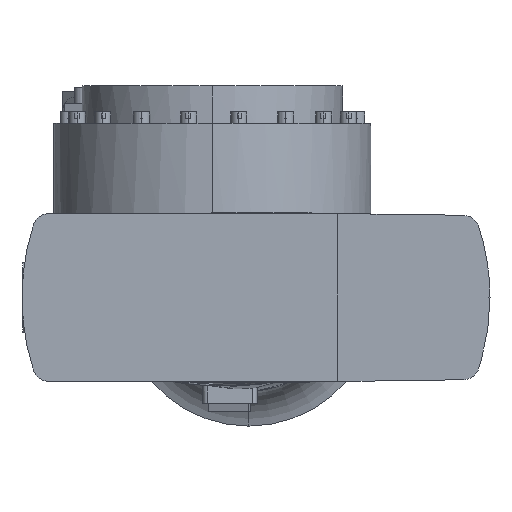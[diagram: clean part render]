
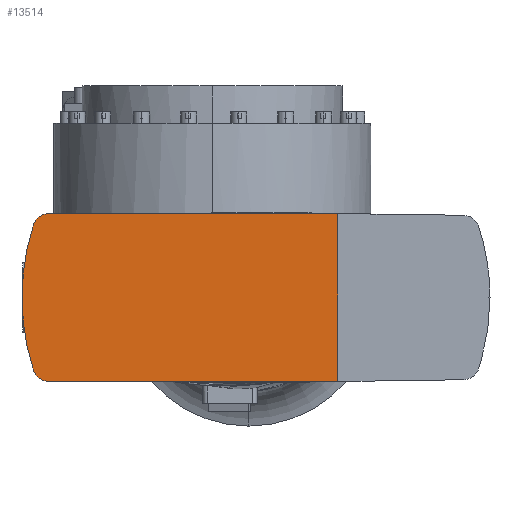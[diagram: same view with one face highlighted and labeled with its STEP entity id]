
A CAD part, left-side view. The second image highlights one B-rep face of the part: STEP entity #13514.
In plain terms, the highlighted planar face has unit normal (-1, 0, 0).
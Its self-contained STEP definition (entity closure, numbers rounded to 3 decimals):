
#895 = CARTESIAN_POINT ( 'NONE',  ( -623.5, -54.474, 129.79 ) ) ;
#1165 = DIRECTION ( 'NONE',  ( 0., 0., -1. ) ) ;
#1899 = ORIENTED_EDGE ( 'NONE', *, *, #18977, .F. ) ;
#2354 = CIRCLE ( 'NONE', #5190, 10. ) ;
#2534 = VERTEX_POINT ( 'NONE', #10097 ) ;
#3179 = CARTESIAN_POINT ( 'NONE',  ( -623.5, -54.474, -51.5 ) ) ;
#3313 = FACE_OUTER_BOUND ( 'NONE', #18335, .T. ) ;
#3364 = EDGE_CURVE ( 'NONE', #8589, #9544, #8465, .T. ) ;
#3365 = VERTEX_POINT ( 'NONE', #14644 ) ;
#3780 = CARTESIAN_POINT ( 'NONE',  ( -623.5, -6., 0. ) ) ;
#4582 = CIRCLE ( 'NONE', #14451, 145.424 ) ;
#4988 = ORIENTED_EDGE ( 'NONE', *, *, #3364, .T. ) ;
#5169 = EDGE_CURVE ( 'NONE', #14912, #12226, #2354, .T. ) ;
#5190 = AXIS2_PLACEMENT_3D ( 'NONE', #9849, #8383, #11440 ) ;
#5195 = PLANE ( 'NONE',  #15268 ) ;
#5638 = CARTESIAN_POINT ( 'NONE',  ( -623.5, -6., 0. ) ) ;
#5675 = DIRECTION ( 'NONE',  ( 0., -1., 0. ) ) ;
#5743 = CARTESIAN_POINT ( 'NONE',  ( -623.5, -134.909, 51.5 ) ) ;
#6946 = CARTESIAN_POINT ( 'NONE',  ( -623.5, -134.909, -51.5 ) ) ;
#6993 = VECTOR ( 'NONE', #5675, 1000. ) ;
#8163 = EDGE_CURVE ( 'NONE', #2534, #18391, #19399, .T. ) ;
#8281 = ORIENTED_EDGE ( 'NONE', *, *, #16590, .F. ) ;
#8383 = DIRECTION ( 'NONE',  ( 1., 0., 0. ) ) ;
#8465 = LINE ( 'NONE', #895, #9899 ) ;
#8558 = CARTESIAN_POINT ( 'NONE',  ( -623.5, 132.428, -44.564 ) ) ;
#8564 = DIRECTION ( 'NONE',  ( 1., 0., 0. ) ) ;
#8589 = VERTEX_POINT ( 'NONE', #3179 ) ;
#9544 = VERTEX_POINT ( 'NONE', #19134 ) ;
#9849 = CARTESIAN_POINT ( 'NONE',  ( -623.5, 122.909, -41.5 ) ) ;
#9899 = VECTOR ( 'NONE', #14524, 1000. ) ;
#10037 = VECTOR ( 'NONE', #12055, 1000. ) ;
#10097 = CARTESIAN_POINT ( 'NONE',  ( -623.5, 132.428, 44.564 ) ) ;
#10160 = DIRECTION ( 'NONE',  ( 1., 0., 0. ) ) ;
#10358 = CIRCLE ( 'NONE', #13049, 145.424 ) ;
#10818 = LINE ( 'NONE', #5743, #6993 ) ;
#10868 = EDGE_CURVE ( 'NONE', #3365, #2534, #4582, .T. ) ;
#11108 = DIRECTION ( 'NONE',  ( 0., 0., -1. ) ) ;
#11268 = ORIENTED_EDGE ( 'NONE', *, *, #17219, .F. ) ;
#11307 = CARTESIAN_POINT ( 'NONE',  ( -623.5, -134.909, -41.5 ) ) ;
#11440 = DIRECTION ( 'NONE',  ( 0., 0., -1. ) ) ;
#11832 = AXIS2_PLACEMENT_3D ( 'NONE', #17805, #16185, #13282 ) ;
#12055 = DIRECTION ( 'NONE',  ( 0., 1., 0. ) ) ;
#12226 = VERTEX_POINT ( 'NONE', #8558 ) ;
#13049 = AXIS2_PLACEMENT_3D ( 'NONE', #5638, #10160, #1165 ) ;
#13079 = DIRECTION ( 'NONE',  ( 0., 0., -1. ) ) ;
#13282 = DIRECTION ( 'NONE',  ( 0., 0., -1. ) ) ;
#13514 = ADVANCED_FACE ( 'NONE', ( #3313 ), #5195, .F. ) ;
#14451 = AXIS2_PLACEMENT_3D ( 'NONE', #3780, #8564, #13079 ) ;
#14524 = DIRECTION ( 'NONE',  ( 0., 0., 1. ) ) ;
#14644 = CARTESIAN_POINT ( 'NONE',  ( -623.5, 139.424, 0. ) ) ;
#14912 = VERTEX_POINT ( 'NONE', #14982 ) ;
#14982 = CARTESIAN_POINT ( 'NONE',  ( -623.5, 122.909, -51.5 ) ) ;
#15268 = AXIS2_PLACEMENT_3D ( 'NONE', #11307, #15789, #11108 ) ;
#15789 = DIRECTION ( 'NONE',  ( 1., 0., 0. ) ) ;
#16185 = DIRECTION ( 'NONE',  ( 1., 0., 0. ) ) ;
#16491 = ORIENTED_EDGE ( 'NONE', *, *, #10868, .F. ) ;
#16590 = EDGE_CURVE ( 'NONE', #12226, #3365, #10358, .T. ) ;
#17219 = EDGE_CURVE ( 'NONE', #18391, #9544, #10818, .T. ) ;
#17769 = ORIENTED_EDGE ( 'NONE', *, *, #5169, .F. ) ;
#17805 = CARTESIAN_POINT ( 'NONE',  ( -623.5, 122.909, 41.5 ) ) ;
#18335 = EDGE_LOOP ( 'NONE', ( #4988, #11268, #19762, #16491, #8281, #17769, #1899 ) ) ;
#18391 = VERTEX_POINT ( 'NONE', #19330 ) ;
#18849 = LINE ( 'NONE', #6946, #10037 ) ;
#18977 = EDGE_CURVE ( 'NONE', #8589, #14912, #18849, .T. ) ;
#19134 = CARTESIAN_POINT ( 'NONE',  ( -623.5, -54.474, 51.5 ) ) ;
#19330 = CARTESIAN_POINT ( 'NONE',  ( -623.5, 122.909, 51.5 ) ) ;
#19399 = CIRCLE ( 'NONE', #11832, 10. ) ;
#19762 = ORIENTED_EDGE ( 'NONE', *, *, #8163, .F. ) ;
